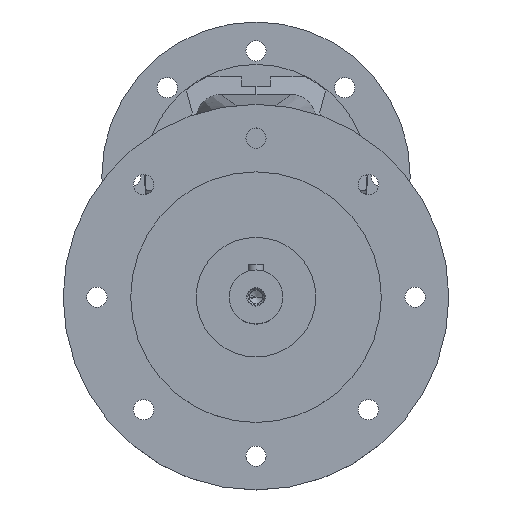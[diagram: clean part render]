
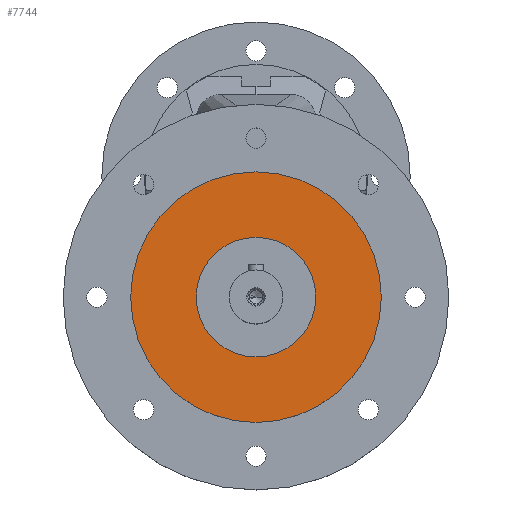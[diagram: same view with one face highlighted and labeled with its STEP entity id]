
A CAD part, top view. The second image highlights one B-rep face of the part: STEP entity #7744.
In plain terms, the highlighted planar face has unit normal (0, 0, 1).
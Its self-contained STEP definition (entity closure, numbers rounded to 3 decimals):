
#41 = CARTESIAN_POINT ( 'NONE',  ( -31., 0., 2.5 ) ) ;
#258 = EDGE_CURVE ( 'NONE', #5612, #7634, #693, .T. ) ;
#550 = PLANE ( 'NONE',  #3853 ) ;
#693 = CIRCLE ( 'NONE', #5044, 65. ) ;
#991 = VERTEX_POINT ( 'NONE', #4831 ) ;
#1062 = CARTESIAN_POINT ( 'NONE',  ( 65., 0., 2.5 ) ) ;
#1321 = EDGE_LOOP ( 'NONE', ( #7552, #7364 ) ) ;
#1826 = VERTEX_POINT ( 'NONE', #41 ) ;
#1867 = AXIS2_PLACEMENT_3D ( 'NONE', #5064, #1959, #2607 ) ;
#1959 = DIRECTION ( 'NONE',  ( 0., 0., -1. ) ) ;
#2017 = CARTESIAN_POINT ( 'NONE',  ( 0., 0., 2.5 ) ) ;
#2308 = EDGE_LOOP ( 'NONE', ( #6539, #6582 ) ) ;
#2323 = CARTESIAN_POINT ( 'NONE',  ( 0., 0., 2.5 ) ) ;
#2345 = DIRECTION ( 'NONE',  ( 1., 0., 0. ) ) ;
#2607 = DIRECTION ( 'NONE',  ( -1., 0., 0. ) ) ;
#2609 = DIRECTION ( 'NONE',  ( 0., 0., -1. ) ) ;
#3853 = AXIS2_PLACEMENT_3D ( 'NONE', #2323, #5907, #2345 ) ;
#4285 = CIRCLE ( 'NONE', #1867, 31. ) ;
#4831 = CARTESIAN_POINT ( 'NONE',  ( 31., 0., 2.5 ) ) ;
#4886 = EDGE_CURVE ( 'NONE', #991, #1826, #4285, .T. ) ;
#4927 = DIRECTION ( 'NONE',  ( -1., 0., 0. ) ) ;
#5044 = AXIS2_PLACEMENT_3D ( 'NONE', #6089, #7300, #4927 ) ;
#5064 = CARTESIAN_POINT ( 'NONE',  ( 0., 0., 2.5 ) ) ;
#5160 = DIRECTION ( 'NONE',  ( 0., 0., -1. ) ) ;
#5272 = FACE_BOUND ( 'NONE', #2308, .T. ) ;
#5612 = VERTEX_POINT ( 'NONE', #7322 ) ;
#5672 = EDGE_CURVE ( 'NONE', #1826, #991, #7705, .T. ) ;
#5702 = DIRECTION ( 'NONE',  ( -1., 0., 0. ) ) ;
#5907 = DIRECTION ( 'NONE',  ( 0., 0., 1. ) ) ;
#6089 = CARTESIAN_POINT ( 'NONE',  ( 0., 0., 2.5 ) ) ;
#6091 = AXIS2_PLACEMENT_3D ( 'NONE', #2017, #2609, #6797 ) ;
#6131 = EDGE_CURVE ( 'NONE', #7634, #5612, #7608, .T. ) ;
#6539 = ORIENTED_EDGE ( 'NONE', *, *, #5672, .T. ) ;
#6582 = ORIENTED_EDGE ( 'NONE', *, *, #4886, .T. ) ;
#6797 = DIRECTION ( 'NONE',  ( -1., 0., 0. ) ) ;
#6805 = CARTESIAN_POINT ( 'NONE',  ( 0., 0., 2.5 ) ) ;
#7027 = AXIS2_PLACEMENT_3D ( 'NONE', #6805, #5160, #5702 ) ;
#7300 = DIRECTION ( 'NONE',  ( 0., 0., -1. ) ) ;
#7322 = CARTESIAN_POINT ( 'NONE',  ( -65., 0., 2.5 ) ) ;
#7364 = ORIENTED_EDGE ( 'NONE', *, *, #6131, .F. ) ;
#7490 = FACE_OUTER_BOUND ( 'NONE', #1321, .T. ) ;
#7552 = ORIENTED_EDGE ( 'NONE', *, *, #258, .F. ) ;
#7608 = CIRCLE ( 'NONE', #6091, 65. ) ;
#7634 = VERTEX_POINT ( 'NONE', #1062 ) ;
#7705 = CIRCLE ( 'NONE', #7027, 31. ) ;
#7744 = ADVANCED_FACE ( 'NONE', ( #5272, #7490 ), #550, .T. ) ;
